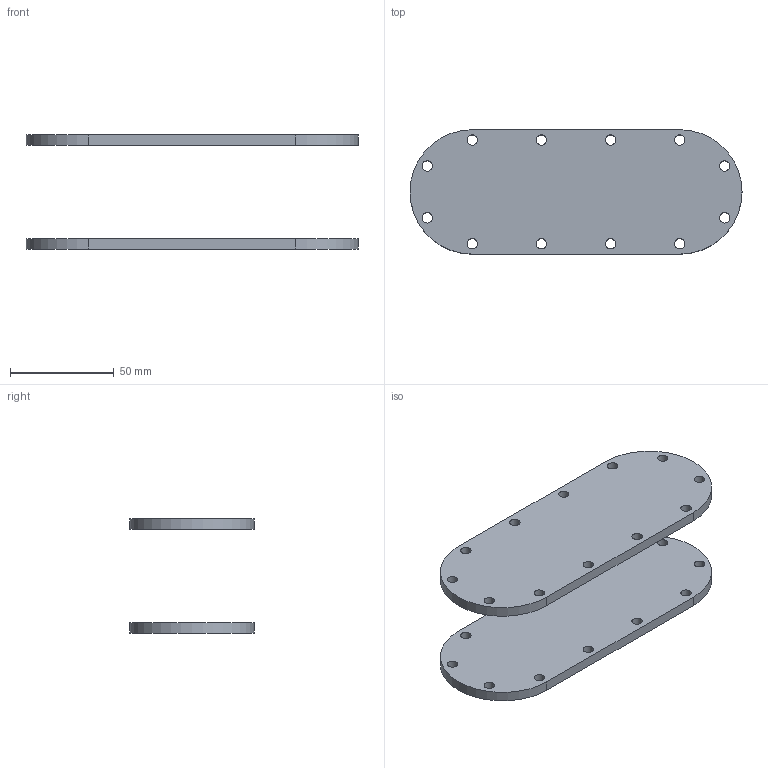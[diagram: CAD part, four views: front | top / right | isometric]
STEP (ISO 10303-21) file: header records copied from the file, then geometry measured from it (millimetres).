
FILE_DESCRIPTION( ( 'STEP Version 203' ), '1' );
FILE_NAME( 'Bolt_Plates.stp', '11/28/12 14:35:54', ( 'aho' ), ( ' ' ), 'PSStep 14.0', 'DesignModeler STEP Output', ' ' );
FILE_SCHEMA( ( 'CONFIG_CONTROL_DESIGN' ) );
Length unit declared in the file: metre
Products named in the file (2): TopPlate; BottomPlate
Bounding box: 160 x 60 x 55 mm (x, y, z)
Volume: 85918.1 mm3; surface area: 40137.2 mm2
Topology: 2 solids, 2 shells, 36 faces, 96 edges, 64 vertices
Faces by surface type: cylinder 28, plane 8
Full cylindrical faces by diameter (mm): 5 x24
Entity records: 1199 total; most frequent: DIRECTION 204, CARTESIAN_POINT 174, ORIENTED_EDGE 144, EDGE_LOOP 108, AXIS2_PLACEMENT_3D 94, EDGE_CURVE 72, VERTEX_POINT 64, FACE_OUTER_BOUND 60
